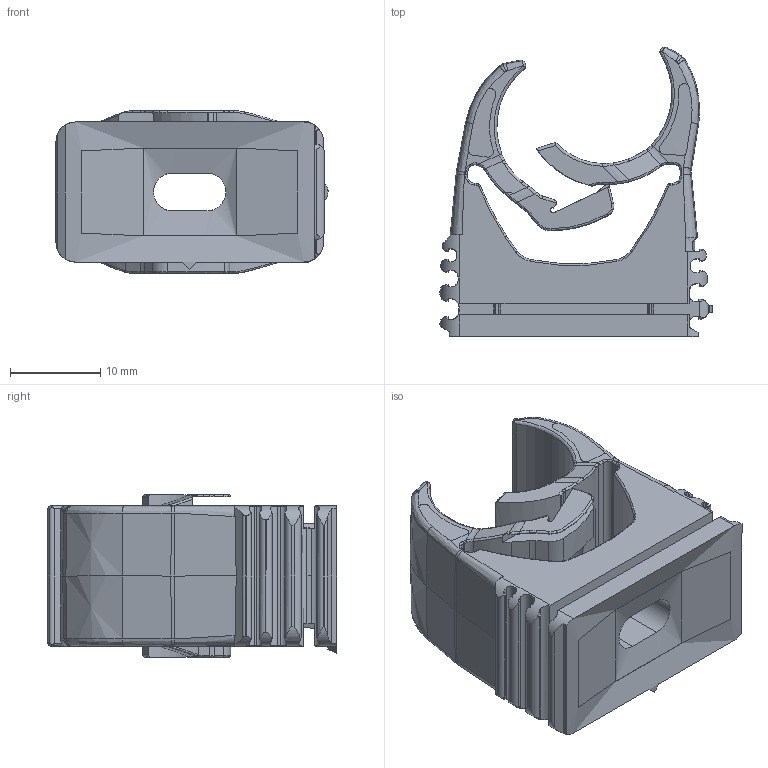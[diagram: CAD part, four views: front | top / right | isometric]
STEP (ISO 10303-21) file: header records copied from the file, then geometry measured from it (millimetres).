
FILE_DESCRIPTION (( 'STEP AP214' ), '1' );
FILE_NAME ('2153106.stp', '2016-07-01T11:55:34', ( '' ), ( '' ), 'SwSTEP 2.0', 'SolidWorks 2014', '' );
FILE_SCHEMA (( 'AUTOMOTIVE_DESIGN' ));
Length unit declared in the file: millimetre
Products named in the file (1): 2153106
Bounding box: 30.1 x 32.04 x 18 mm (x, y, z)
Volume: 6568.2 mm3; surface area: 4997.8 mm2
Topology: 1 solids, 1 shells, 518 faces, 1490 edges, 971 vertices
Faces by surface type: plane 180, bspline 169, cylinder 155, cone 14
Entity records: 33524 total; most frequent: CARTESIAN_POINT 16464, ORIENTED_EDGE 2980, DIRECTION 1588, EDGE_CURVE 1490, VERTEX_POINT 971, B_SPLINE_CURVE_WITH_KNOTS 666, LINE 580, VECTOR 580
